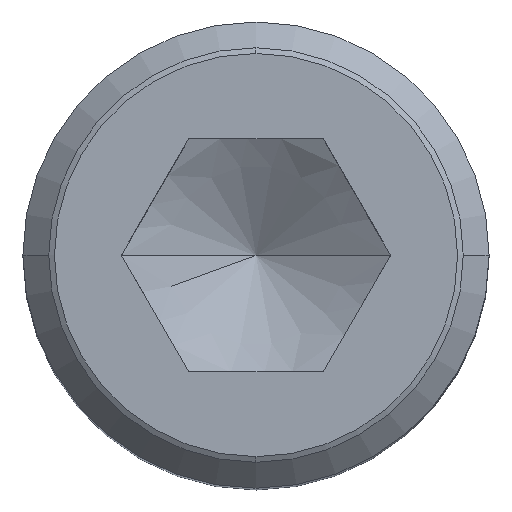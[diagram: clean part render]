
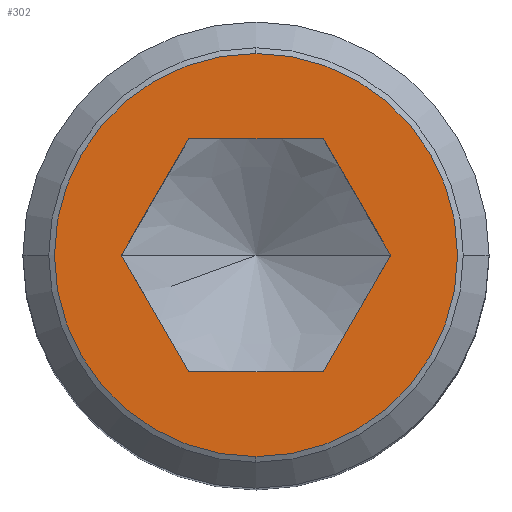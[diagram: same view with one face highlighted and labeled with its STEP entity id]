
A CAD part, top view. The second image highlights one B-rep face of the part: STEP entity #302.
In plain terms, the highlighted planar face has unit normal (0, 0, 1).
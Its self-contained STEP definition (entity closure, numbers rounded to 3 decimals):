
#140=VERTEX_POINT('',#358);
#148=EDGE_CURVE('',#140,#276,#367,.T.);
#170=VERTEX_POINT('',#392);
#202=EDGE_CURVE('',#276,#170,#427,.T.);
#204=EDGE_CURVE('',#300,#328,#429,.T.);
#230=VERTEX_POINT('',#460);
#232=EDGE_CURVE('',#230,#140,#462,.T.);
#238=EDGE_CURVE('',#328,#300,#468,.T.);
#246=VERTEX_POINT('',#476);
#254=EDGE_CURVE('',#170,#258,#484,.T.);
#258=VERTEX_POINT('',#488);
#276=VERTEX_POINT('',#508);
#290=EDGE_CURVE('',#246,#230,#525,.T.);
#300=VERTEX_POINT('',#536);
#302=ADVANCED_FACE('',(#538,#539),#540,.T.);
#314=EDGE_CURVE('',#258,#246,#552,.T.);
#328=VERTEX_POINT('',#568);
#358=CARTESIAN_POINT('',(2.887,-5.,0.));
#367=LINE('',#606,#607);
#392=CARTESIAN_POINT('',(-5.774,0.,0.));
#427=LINE('',#687,#688);
#429=CIRCLE('',#691,8.647);
#460=CARTESIAN_POINT('',(5.774,0.,0.));
#462=LINE('',#758,#759);
#468=CIRCLE('',#766,8.647);
#476=CARTESIAN_POINT('',(2.887,5.,0.));
#484=LINE('',#807,#808);
#488=CARTESIAN_POINT('',(-2.887,5.,0.));
#508=CARTESIAN_POINT('',(-2.887,-5.,0.));
#525=LINE('',#855,#856);
#536=CARTESIAN_POINT('',(0.,8.647,0.));
#538=FACE_BOUND('',#873,.T.);
#539=FACE_OUTER_BOUND('',#874,.T.);
#540=PLANE('',#875);
#552=LINE('',#904,#905);
#568=CARTESIAN_POINT('',(0.,-8.647,0.));
#606=CARTESIAN_POINT('',(-1.443,-5.,0.));
#607=VECTOR('',#949,1.0);
#687=CARTESIAN_POINT('',(-5.052,-1.25,0.));
#688=VECTOR('',#1019,1.0);
#691=AXIS2_PLACEMENT_3D('',#1020,#1021,#1022);
#758=CARTESIAN_POINT('',(3.608,-3.75,0.));
#759=VECTOR('',#1072,1.0);
#766=AXIS2_PLACEMENT_3D('',#1073,#1074,#1075);
#807=CARTESIAN_POINT('',(-3.608,3.75,0.));
#808=VECTOR('',#1078,1.0);
#855=CARTESIAN_POINT('',(5.052,1.25,0.));
#856=VECTOR('',#1130,1.0);
#873=EDGE_LOOP('',(#1143,#1144,#1145,#1146,#1147,#1148));
#874=EDGE_LOOP('',(#1149,#1150));
#875=AXIS2_PLACEMENT_3D('',#1151,#1152,#1153);
#904=CARTESIAN_POINT('',(1.443,5.,0.));
#905=VECTOR('',#1157,1.0);
#949=DIRECTION('',(-1.0,0.0,0.0));
#1019=DIRECTION('',(-0.5,0.866,0.));
#1020=CARTESIAN_POINT('',(0.,0.,0.));
#1021=DIRECTION('',(0.0,0.0,1.0));
#1022=DIRECTION('',(0.,1.0,0.0));
#1072=DIRECTION('',(-0.5,-0.866,0.));
#1073=CARTESIAN_POINT('',(0.,0.,0.));
#1074=DIRECTION('',(0.0,0.0,1.0));
#1075=DIRECTION('',(0.,1.0,0.0));
#1078=DIRECTION('',(0.5,0.866,0.));
#1130=DIRECTION('',(0.5,-0.866,0.));
#1143=ORIENTED_EDGE('',*,*,#202,.T.);
#1144=ORIENTED_EDGE('',*,*,#254,.T.);
#1145=ORIENTED_EDGE('',*,*,#314,.T.);
#1146=ORIENTED_EDGE('',*,*,#290,.T.);
#1147=ORIENTED_EDGE('',*,*,#232,.T.);
#1148=ORIENTED_EDGE('',*,*,#148,.T.);
#1149=ORIENTED_EDGE('',*,*,#204,.T.);
#1150=ORIENTED_EDGE('',*,*,#238,.T.);
#1151=CARTESIAN_POINT('',(-7.262,0.,0.));
#1152=DIRECTION('',(0.0,0.0,1.0));
#1153=DIRECTION('',(-1.0,0.,0.0));
#1157=DIRECTION('',(1.0,0.0,0.0));
